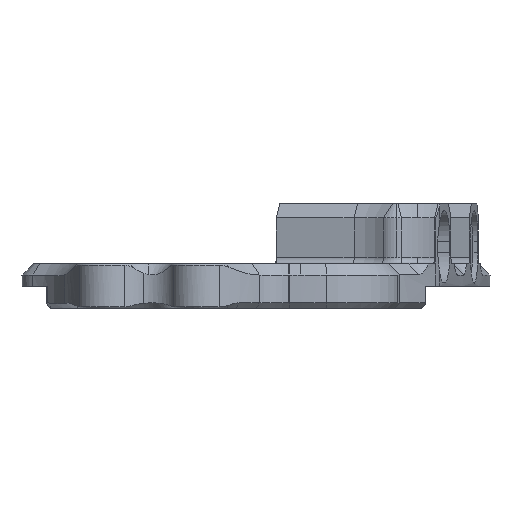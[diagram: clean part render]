
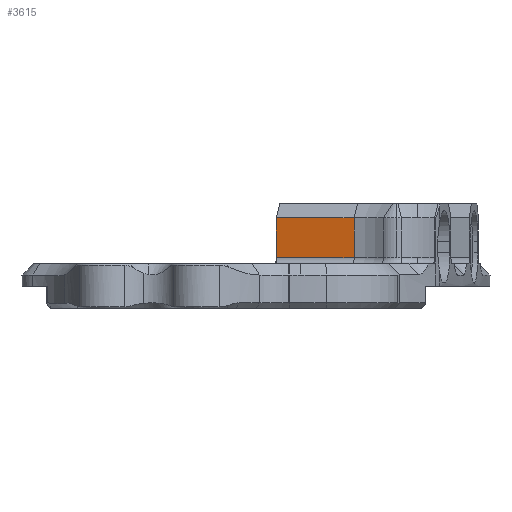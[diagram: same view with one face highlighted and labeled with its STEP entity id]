
A CAD part, left-side view. The second image highlights one B-rep face of the part: STEP entity #3615.
In plain terms, the highlighted planar face has unit normal (-0.971, 0.241, 0).
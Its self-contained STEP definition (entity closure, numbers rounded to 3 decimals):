
#24 = CARTESIAN_POINT ( 'NONE',  ( 32.969, 8.307, 8.293 ) ) ;
#201 = EDGE_CURVE ( 'NONE', #2276, #389, #632, .T. ) ;
#293 = EDGE_CURVE ( 'NONE', #1947, #389, #6065, .T. ) ;
#389 = VERTEX_POINT ( 'NONE', #3420 ) ;
#567 = DIRECTION ( 'NONE',  ( 0., 0., -1. ) ) ;
#632 = LINE ( 'NONE', #5103, #6617 ) ;
#638 = VERTEX_POINT ( 'NONE', #24 ) ;
#808 = DIRECTION ( 'NONE',  ( 0.241, 0.971, 0. ) ) ;
#916 = ORIENTED_EDGE ( 'NONE', *, *, #201, .T. ) ;
#1045 = CARTESIAN_POINT ( 'NONE',  ( 32.969, 8.307, 10.833 ) ) ;
#1517 = LINE ( 'NONE', #7484, #7137 ) ;
#1713 = FACE_OUTER_BOUND ( 'NONE', #2438, .T. ) ;
#1947 = VERTEX_POINT ( 'NONE', #7127 ) ;
#2276 = VERTEX_POINT ( 'NONE', #2401 ) ;
#2401 = CARTESIAN_POINT ( 'NONE',  ( 32.969, 8.307, 1.143 ) ) ;
#2420 = PLANE ( 'NONE',  #3997 ) ;
#2438 = EDGE_LOOP ( 'NONE', ( #4449, #3368, #5618, #916 ) ) ;
#2729 = LINE ( 'NONE', #4867, #4099 ) ;
#3071 = DIRECTION ( 'NONE',  ( 0.971, -0.241, 0. ) ) ;
#3368 = ORIENTED_EDGE ( 'NONE', *, *, #7479, .T. ) ;
#3420 = CARTESIAN_POINT ( 'NONE',  ( 29.505, -5.662, 1.143 ) ) ;
#3615 = ADVANCED_FACE ( 'NONE', ( #1713 ), #2420, .F. ) ;
#3997 = AXIS2_PLACEMENT_3D ( 'NONE', #1045, #3071, #6780 ) ;
#4099 = VECTOR ( 'NONE', #808, 1000. ) ;
#4295 = EDGE_CURVE ( 'NONE', #638, #2276, #1517, .T. ) ;
#4449 = ORIENTED_EDGE ( 'NONE', *, *, #293, .F. ) ;
#4626 = DIRECTION ( 'NONE',  ( 0., 0., -1. ) ) ;
#4867 = CARTESIAN_POINT ( 'NONE',  ( 32.969, 8.307, 8.293 ) ) ;
#5103 = CARTESIAN_POINT ( 'NONE',  ( 32.969, 8.307, 1.143 ) ) ;
#5618 = ORIENTED_EDGE ( 'NONE', *, *, #4295, .T. ) ;
#6065 = LINE ( 'NONE', #7323, #7438 ) ;
#6314 = DIRECTION ( 'NONE',  ( -0.241, -0.971, 0. ) ) ;
#6617 = VECTOR ( 'NONE', #6314, 1000. ) ;
#6780 = DIRECTION ( 'NONE',  ( 0.241, 0.971, 0. ) ) ;
#7127 = CARTESIAN_POINT ( 'NONE',  ( 29.505, -5.662, 8.293 ) ) ;
#7137 = VECTOR ( 'NONE', #567, 1000. ) ;
#7323 = CARTESIAN_POINT ( 'NONE',  ( 29.505, -5.662, 10.833 ) ) ;
#7438 = VECTOR ( 'NONE', #4626, 1000. ) ;
#7479 = EDGE_CURVE ( 'NONE', #1947, #638, #2729, .T. ) ;
#7484 = CARTESIAN_POINT ( 'NONE',  ( 32.969, 8.307, 10.833 ) ) ;
